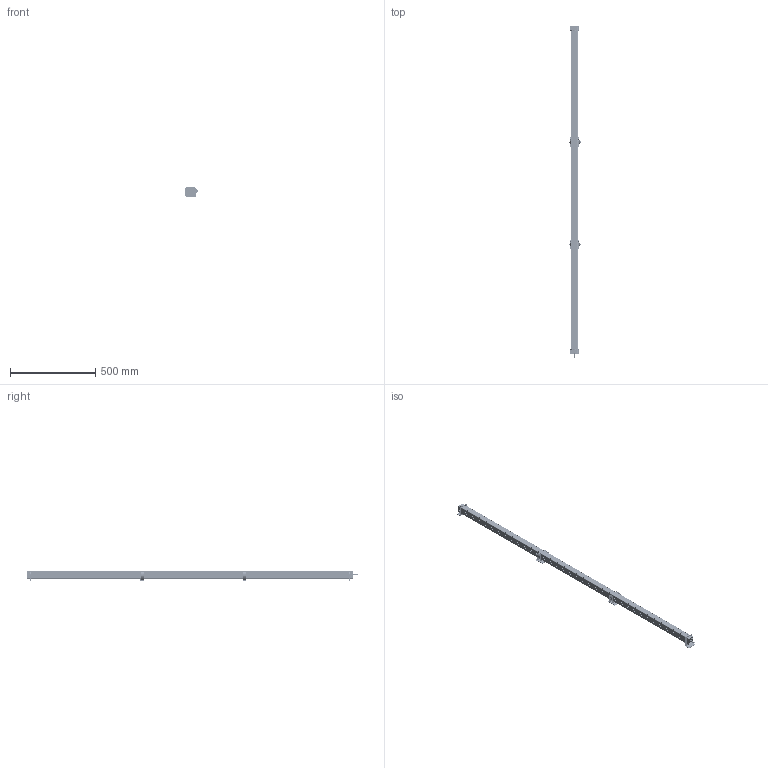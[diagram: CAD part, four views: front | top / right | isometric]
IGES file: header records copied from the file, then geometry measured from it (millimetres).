
Start section:  PTC IGES file: 139560.igs
Global section: file name: 139560.igs; native system: Creo Parametric by Parametric Technology Corporation; preprocessor: 2013230; author: pdmadmin; organization: Unknown; date: 20151202.091659; units: millimetre
Bounding box: 78.41 x 1949.54 x 64.38 mm (x, y, z)
Volume: 1393839.1 mm3; surface area: 4438610 mm2
Topology: 114 solids, 145 shells, 12423 faces, 68746 edges, 90164 vertices
Faces by surface type: bspline 8312, revolution 4111
